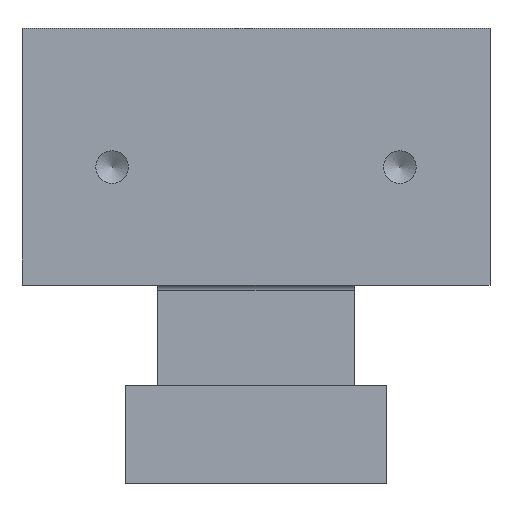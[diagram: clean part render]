
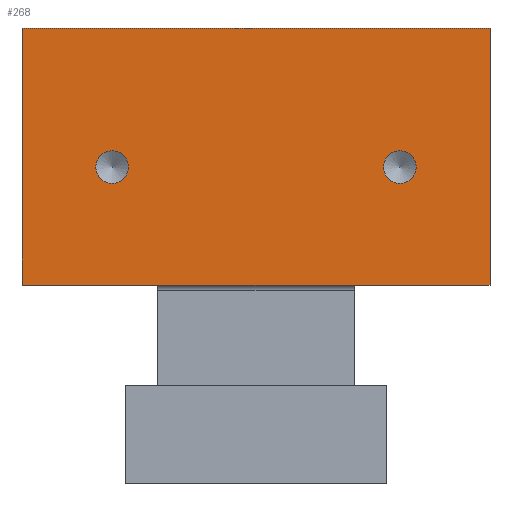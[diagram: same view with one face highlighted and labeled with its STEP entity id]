
A CAD part, front view. The second image highlights one B-rep face of the part: STEP entity #268.
In plain terms, the highlighted planar face has unit normal (0, -1, 0).
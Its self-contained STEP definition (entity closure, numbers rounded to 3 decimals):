
#268 = ADVANCED_FACE( '', ( #589, #590, #591 ), #592, .F. );
#589 = FACE_BOUND( '', #1016, .T. );
#590 = FACE_BOUND( '', #1017, .T. );
#591 = FACE_OUTER_BOUND( '', #1018, .T. );
#592 = PLANE( '', #1019 );
#1016 = EDGE_LOOP( '', ( #1534 ) );
#1017 = EDGE_LOOP( '', ( #1535 ) );
#1018 = EDGE_LOOP( '', ( #1536, #1537, #1538, #1539, #1540, #1541 ) );
#1019 = AXIS2_PLACEMENT_3D( '', #1542, #1543, #1544 );
#1534 = ORIENTED_EDGE( '', *, *, #2159, .T. );
#1535 = ORIENTED_EDGE( '', *, *, #2143, .T. );
#1536 = ORIENTED_EDGE( '', *, *, #2160, .F. );
#1537 = ORIENTED_EDGE( '', *, *, #2161, .F. );
#1538 = ORIENTED_EDGE( '', *, *, #2162, .F. );
#1539 = ORIENTED_EDGE( '', *, *, #2163, .T. );
#1540 = ORIENTED_EDGE( '', *, *, #2148, .T. );
#1541 = ORIENTED_EDGE( '', *, *, #2164, .F. );
#1542 = CARTESIAN_POINT( '', ( 15., 1., 15.4 ) );
#1543 = DIRECTION( '', ( 0., 1., 0. ) );
#1544 = DIRECTION( '', ( 0., 0., 1. ) );
#2143 = EDGE_CURVE( '', #2470, #2470, #2471, .T. );
#2148 = EDGE_CURVE( '', #2473, #2477, #2479, .T. );
#2159 = EDGE_CURVE( '', #2495, #2495, #2496, .T. );
#2160 = EDGE_CURVE( '', #2497, #2353, #2498, .F. );
#2161 = EDGE_CURVE( '', #2499, #2497, #2500, .T. );
#2162 = EDGE_CURVE( '', #2501, #2499, #2502, .T. );
#2163 = EDGE_CURVE( '', #2501, #2473, #2503, .T. );
#2164 = EDGE_CURVE( '', #2353, #2477, #2504, .T. );
#2353 = VERTEX_POINT( '', #2752 );
#2470 = VERTEX_POINT( '', #2889 );
#2471 = CIRCLE( '', #2890, 2.5 );
#2473 = VERTEX_POINT( '', #2892 );
#2477 = VERTEX_POINT( '', #2898 );
#2479 = LINE( '', #2901, #2902 );
#2495 = VERTEX_POINT( '', #2918 );
#2496 = CIRCLE( '', #2919, 2.5 );
#2497 = VERTEX_POINT( '', #2920 );
#2498 = LINE( '', #2921, #2922 );
#2499 = VERTEX_POINT( '', #2923 );
#2500 = LINE( '', #2924, #2925 );
#2501 = VERTEX_POINT( '', #2926 );
#2502 = LINE( '', #2927, #2928 );
#2503 = LINE( '', #2929, #2930 );
#2504 = LINE( '', #2931, #2932 );
#2752 = CARTESIAN_POINT( '', ( -15., 1., 15.4 ) );
#2889 = CARTESIAN_POINT( '', ( -22., 1., 30.95 ) );
#2890 = AXIS2_PLACEMENT_3D( '', #3287, #3288, #3289 );
#2892 = CARTESIAN_POINT( '', ( -35.8, 1., 54.7 ) );
#2898 = CARTESIAN_POINT( '', ( -35.8, 1., 15.4 ) );
#2901 = CARTESIAN_POINT( '', ( -35.8, 1., 54.7 ) );
#2902 = VECTOR( '', #3293, 1000. );
#2918 = CARTESIAN_POINT( '', ( 22., 1., 30.95 ) );
#2919 = AXIS2_PLACEMENT_3D( '', #3309, #3310, #3311 );
#2920 = CARTESIAN_POINT( '', ( 15., 1., 15.4 ) );
#2921 = CARTESIAN_POINT( '', ( -61.229, 1., 15.4 ) );
#2922 = VECTOR( '', #3312, 1000. );
#2923 = CARTESIAN_POINT( '', ( 35.8, 1., 15.4 ) );
#2924 = CARTESIAN_POINT( '', ( 35.8, 1., 15.4 ) );
#2925 = VECTOR( '', #3313, 1000. );
#2926 = CARTESIAN_POINT( '', ( 35.8, 1., 54.7 ) );
#2927 = CARTESIAN_POINT( '', ( 35.8, 1., 54.7 ) );
#2928 = VECTOR( '', #3314, 1000. );
#2929 = CARTESIAN_POINT( '', ( 35.8, 1., 54.7 ) );
#2930 = VECTOR( '', #3315, 1000. );
#2931 = CARTESIAN_POINT( '', ( 35.8, 1., 15.4 ) );
#2932 = VECTOR( '', #3316, 1000. );
#3287 = CARTESIAN_POINT( '', ( -22., 1., 33.45 ) );
#3288 = DIRECTION( '', ( 0., 1., 0. ) );
#3289 = DIRECTION( '', ( 0., 0., -1. ) );
#3293 = DIRECTION( '', ( 0., 0., -1. ) );
#3309 = CARTESIAN_POINT( '', ( 22., 1., 33.45 ) );
#3310 = DIRECTION( '', ( 0., 1., 0. ) );
#3311 = DIRECTION( '', ( 0., 0., -1. ) );
#3312 = DIRECTION( '', ( 1., 0., 0. ) );
#3313 = DIRECTION( '', ( -1., 0., 0. ) );
#3314 = DIRECTION( '', ( 0., 0., -1. ) );
#3315 = DIRECTION( '', ( -1., 0., 0. ) );
#3316 = DIRECTION( '', ( -1., 0., 0. ) );
